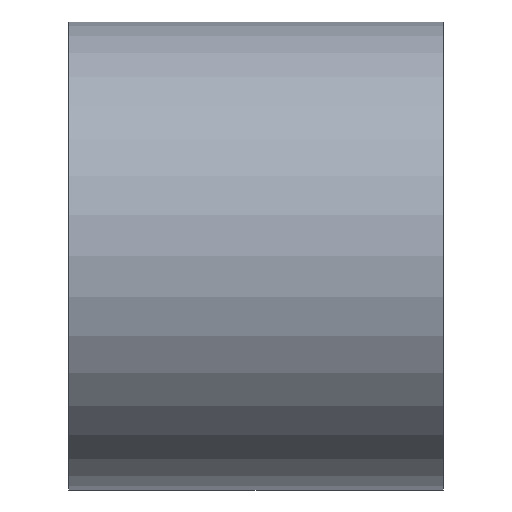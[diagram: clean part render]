
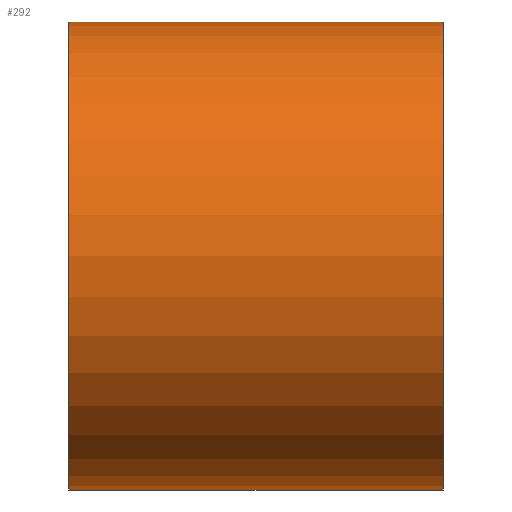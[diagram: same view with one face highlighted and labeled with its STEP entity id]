
A CAD part, left-side view. The second image highlights one B-rep face of the part: STEP entity #292.
In plain terms, the highlighted cylindrical face has radius 12.5 mm (diameter 25 mm), a partial arc.
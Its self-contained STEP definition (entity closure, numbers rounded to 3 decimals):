
#23 = ORIENTED_EDGE ( 'NONE', *, *, #365, .F. ) ;
#27 = CARTESIAN_POINT ( 'NONE',  ( 0., 20., 12.5 ) ) ;
#40 = LINE ( 'NONE', #97, #367 ) ;
#41 = DIRECTION ( 'NONE',  ( 0., 1., 0. ) ) ;
#57 = CARTESIAN_POINT ( 'NONE',  ( 0., 20., 0. ) ) ;
#64 = CYLINDRICAL_SURFACE ( 'NONE', #354, 12.5 ) ;
#69 = EDGE_CURVE ( 'NONE', #230, #352, #138, .T. ) ;
#88 = VECTOR ( 'NONE', #103, 1000. ) ;
#90 = DIRECTION ( 'NONE',  ( 0., 0., -1. ) ) ;
#95 = ORIENTED_EDGE ( 'NONE', *, *, #69, .F. ) ;
#97 = CARTESIAN_POINT ( 'NONE',  ( 0., 20., -12.5 ) ) ;
#103 = DIRECTION ( 'NONE',  ( 0., -1., 0. ) ) ;
#121 = CARTESIAN_POINT ( 'NONE',  ( 0., 20., -12.5 ) ) ;
#127 = DIRECTION ( 'NONE',  ( 0., 0., 1. ) ) ;
#138 = LINE ( 'NONE', #197, #88 ) ;
#144 = FACE_OUTER_BOUND ( 'NONE', #290, .T. ) ;
#150 = CARTESIAN_POINT ( 'NONE',  ( 0., 0., 0. ) ) ;
#153 = EDGE_CURVE ( 'NONE', #194, #285, #40, .T. ) ;
#177 = DIRECTION ( 'NONE',  ( 0., 1., 0. ) ) ;
#185 = EDGE_CURVE ( 'NONE', #285, #352, #288, .T. ) ;
#194 = VERTEX_POINT ( 'NONE', #121 ) ;
#197 = CARTESIAN_POINT ( 'NONE',  ( 0., 20., 12.5 ) ) ;
#210 = CARTESIAN_POINT ( 'NONE',  ( 0., 0., -12.5 ) ) ;
#230 = VERTEX_POINT ( 'NONE', #27 ) ;
#232 = ORIENTED_EDGE ( 'NONE', *, *, #153, .T. ) ;
#233 = ORIENTED_EDGE ( 'NONE', *, *, #185, .T. ) ;
#251 = AXIS2_PLACEMENT_3D ( 'NONE', #339, #41, #127 ) ;
#253 = CARTESIAN_POINT ( 'NONE',  ( 0., 0., 12.5 ) ) ;
#267 = AXIS2_PLACEMENT_3D ( 'NONE', #150, #177, #355 ) ;
#273 = CIRCLE ( 'NONE', #251, 12.5 ) ;
#285 = VERTEX_POINT ( 'NONE', #210 ) ;
#288 = CIRCLE ( 'NONE', #267, 12.5 ) ;
#290 = EDGE_LOOP ( 'NONE', ( #95, #23, #232, #233 ) ) ;
#292 = ADVANCED_FACE ( 'NONE', ( #144 ), #64, .T. ) ;
#339 = CARTESIAN_POINT ( 'NONE',  ( 0., 20., 0. ) ) ;
#340 = DIRECTION ( 'NONE',  ( 0., -1., 0. ) ) ;
#352 = VERTEX_POINT ( 'NONE', #253 ) ;
#354 = AXIS2_PLACEMENT_3D ( 'NONE', #57, #358, #90 ) ;
#355 = DIRECTION ( 'NONE',  ( 0., 0., 1. ) ) ;
#358 = DIRECTION ( 'NONE',  ( 0., -1., 0. ) ) ;
#365 = EDGE_CURVE ( 'NONE', #194, #230, #273, .T. ) ;
#367 = VECTOR ( 'NONE', #340, 1000. ) ;
